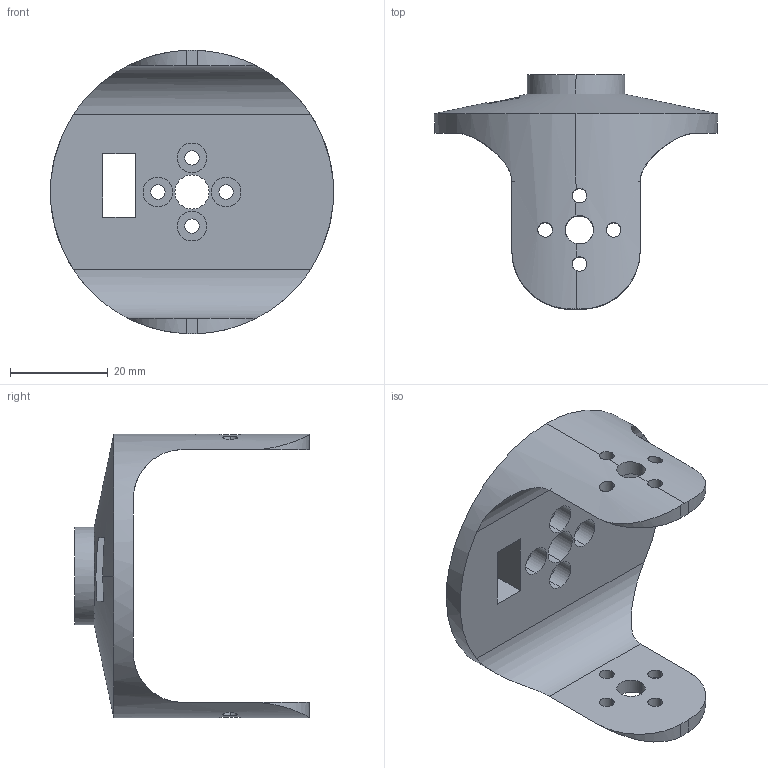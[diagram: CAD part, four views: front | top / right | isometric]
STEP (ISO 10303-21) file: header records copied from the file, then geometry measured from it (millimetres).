
FILE_DESCRIPTION (( 'STEP AP203' ), '1' );
FILE_NAME ('sholder righr.sldasm-Part-1_默认_sldprt.STEP', '2018-02-03T08:03:16', ( '' ), ( '' ), 'SwSTEP 2.0', 'SolidWorks 2014', '' );
FILE_SCHEMA (( 'CONFIG_CONTROL_DESIGN' ));
Length unit declared in the file: millimetre
Products named in the file (1): sholder righr.sldasm-Part-1_默认_sldprt
Bounding box: 58 x 48 x 58 mm (x, y, z)
Volume: 20268.2 mm3; surface area: 10825.3 mm2
Topology: 1 solids, 1 shells, 64 faces, 195 edges, 130 vertices
Faces by surface type: cylinder 48, plane 14, bspline 2
Entity records: 3709 total; most frequent: CARTESIAN_POINT 1871, ORIENTED_EDGE 390, DIRECTION 332, EDGE_CURVE 195, AXIS2_PLACEMENT_3D 131, VERTEX_POINT 130, EDGE_LOOP 93, VECTOR 70
